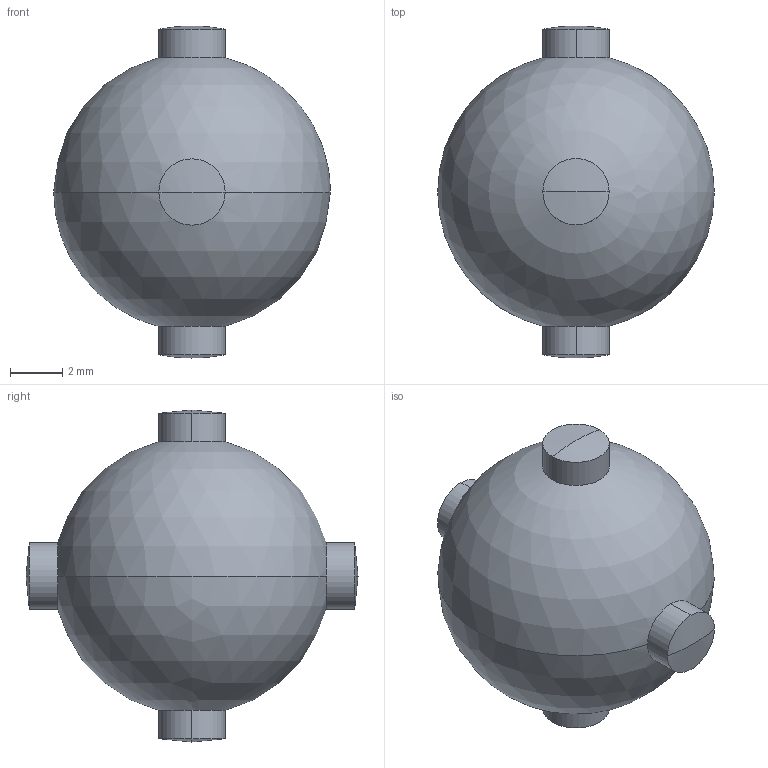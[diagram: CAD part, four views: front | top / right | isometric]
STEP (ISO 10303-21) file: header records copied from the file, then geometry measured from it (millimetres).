
FILE_DESCRIPTION (( 'STEP AP214' ), '1' );
FILE_NAME ('UJ-3_BALL.STEP', '2017-02-12T14:38:51', ( '' ), ( '' ), 'SwSTEP 2.0', 'SolidWorks 2014', '' );
FILE_SCHEMA (( 'AUTOMOTIVE_DESIGN' ));
Length unit declared in the file: inch
Products named in the file (1): UJ-3_BALL
Bounding box: 10.58 x 12.7 x 12.7 mm (x, y, z)
Volume: 642.4 mm3; surface area: 386.4 mm2
Topology: 1 solids, 1 shells, 18 faces, 46 edges, 30 vertices
Faces by surface type: sphere 10, cylinder 8
Entity records: 600 total; most frequent: DIRECTION 118, CARTESIAN_POINT 93, ORIENTED_EDGE 88, AXIS2_PLACEMENT_3D 55, EDGE_CURVE 44, CIRCLE 36, VERTEX_POINT 30, EDGE_LOOP 20
